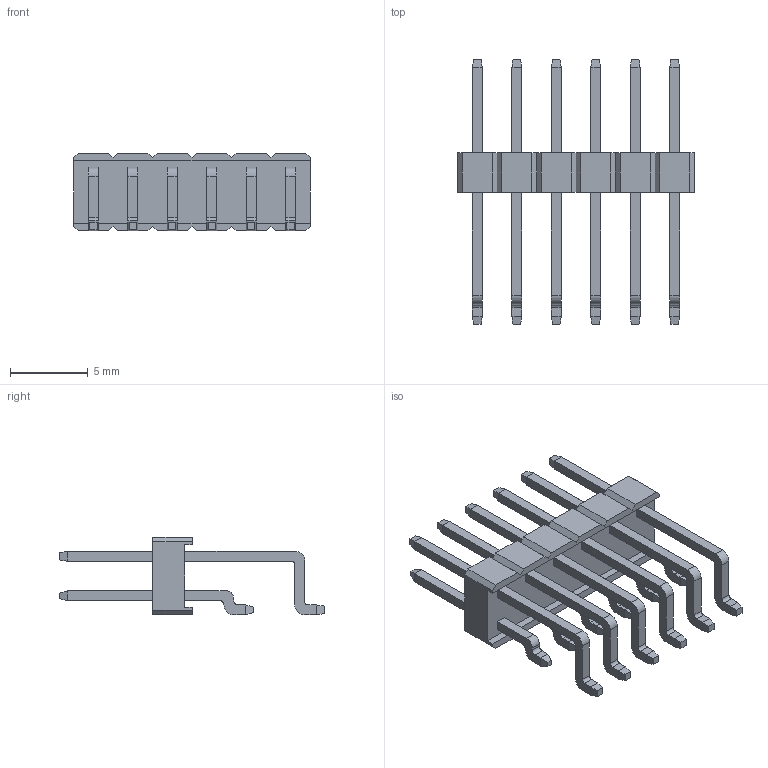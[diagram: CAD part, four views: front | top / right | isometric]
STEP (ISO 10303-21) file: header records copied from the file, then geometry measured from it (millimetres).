
FILE_DESCRIPTION(/* description */ ('STEP AP203'),/* implementation_level */ '2;1');
FILE_NAME(/* name */ 'GPHD201-0602AXXXC1SC(A=6_C1=1.27_C=2.67_D1=1.27_D=7.23)',/* time_stamp */ '2024-11-12T08:59:42+01:00',/* author */ ('License CC BY-ND 4.0'),/* organization */ ('CADENAS'),/* preprocessor_version */ 'ST-DEVELOPER v19.3',/* originating_system */ 'PARTsolutions',/* authorisation */ ' ');
FILE_SCHEMA (('CONFIG_CONTROL_DESIGN'));
Length unit declared in the file: millimetre
Products named in the file (4): GPHD201-0602AXXXC1SC(A=6,C1=1.27,C=2.67,D1=1.27,D=7.23); GPHD201-06-HSG; GPHD201- 6 2.67 1.27-S; GPHD201- 6 7.23 1.27 1.27-L 2.67
Assembly tree (13 placements, depth 2):
  GPHD201-0602AXXXC1SC(A=6,C1=1.27,C=2.67,D1=1.27,D=7.23)
    GPHD201-06-HSG
    GPHD201- 6 2.67 1.27-S  x6
    GPHD201- 6 7.23 1.27 1.27-L 2.67  x6
Bounding box: 15.24 x 17.04 x 5 mm (x, y, z)
Volume: 230.4 mm3; surface area: 837.1 mm2
Topology: 13 solids, 13 shells, 376 faces, 939 edges, 594 vertices
Faces by surface type: plane 328, cylinder 48
Entity records: 5001 total; most frequent: CARTESIAN_POINT 863, ORIENTED_EDGE 838, DIRECTION 775, EDGE_CURVE 419, LINE 403, VECTOR 403, VERTEX_POINT 274, AXIS2_PLACEMENT_3D 186
